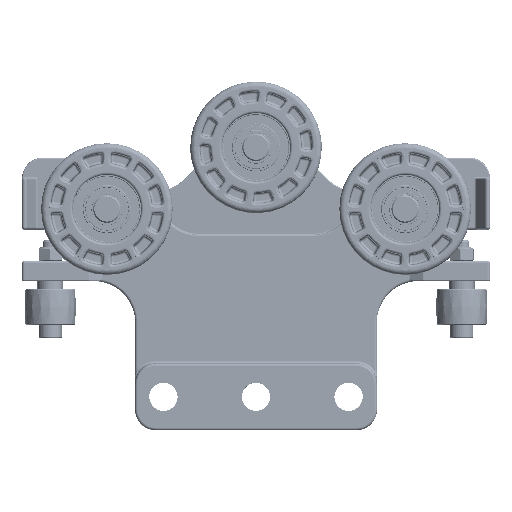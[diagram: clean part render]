
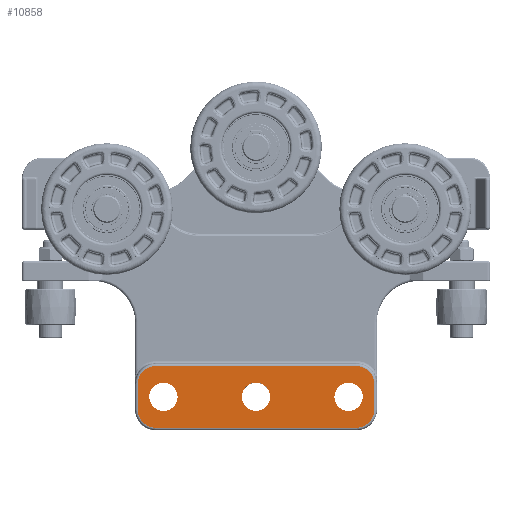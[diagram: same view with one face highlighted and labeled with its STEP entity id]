
A CAD part, top view. The second image highlights one B-rep face of the part: STEP entity #10858.
In plain terms, the highlighted planar face has unit normal (0, 0, 1).
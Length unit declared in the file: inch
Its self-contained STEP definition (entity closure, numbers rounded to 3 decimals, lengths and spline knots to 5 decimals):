
#10573=CARTESIAN_POINT('',(1.6975,-3.79953,0.625));
#10574=VERTEX_POINT('',#10573);
#10582=CARTESIAN_POINT('',(-3.1775,-3.79953,0.625));
#10583=VERTEX_POINT('',#10582);
#10584=CARTESIAN_POINT('',(1.6975,-3.79953,0.625));
#10585=DIRECTION('',(-1.0,0.0,0.0));
#10586=VECTOR('',#10585,4.875);
#10587=LINE('',#10584,#10586);
#10588=EDGE_CURVE('',#10574,#10583,#10587,.T.);
#10606=CARTESIAN_POINT('',(2.135,-3.36203,0.625));
#10607=VERTEX_POINT('',#10606);
#10615=CARTESIAN_POINT('',(1.6975,-3.36203,0.625));
#10616=DIRECTION('',(0.,0.,-1.0));
#10617=DIRECTION('',(0.707,-0.707,0.));
#10618=AXIS2_PLACEMENT_3D('',#10615,#10616,#10617);
#10619=CIRCLE('',#10618,0.4375);
#10620=EDGE_CURVE('',#10607,#10574,#10619,.T.);
#10632=CARTESIAN_POINT('',(-3.615,-3.36203,0.625));
#10633=VERTEX_POINT('',#10632);
#10643=CARTESIAN_POINT('',(-3.1775,-3.36203,0.625));
#10644=DIRECTION('',(0.,0.,-1.));
#10645=DIRECTION('',(-0.707,-0.707,0.));
#10646=AXIS2_PLACEMENT_3D('',#10643,#10644,#10645);
#10647=CIRCLE('',#10646,0.4375);
#10648=EDGE_CURVE('',#10583,#10633,#10647,.T.);
#10658=CARTESIAN_POINT('',(2.135,-2.73703,0.625));
#10659=VERTEX_POINT('',#10658);
#10667=CARTESIAN_POINT('',(2.135,-2.73703,0.625));
#10668=DIRECTION('',(0.0,-1.0,0.0));
#10669=VECTOR('',#10668,0.625);
#10670=LINE('',#10667,#10669);
#10671=EDGE_CURVE('',#10659,#10607,#10670,.T.);
#10683=CARTESIAN_POINT('',(-3.615,-2.73703,0.625));
#10684=VERTEX_POINT('',#10683);
#10694=CARTESIAN_POINT('',(-3.615,-3.36203,0.625));
#10695=DIRECTION('',(0.0,1.0,0.0));
#10696=VECTOR('',#10695,0.625);
#10697=LINE('',#10694,#10696);
#10698=EDGE_CURVE('',#10633,#10684,#10697,.T.);
#10710=CARTESIAN_POINT('',(1.6975,-2.29953,0.625));
#10711=VERTEX_POINT('',#10710);
#10719=CARTESIAN_POINT('',(1.6975,-2.73703,0.625));
#10720=DIRECTION('',(0.,0.,-1.0));
#10721=DIRECTION('',(0.707,0.707,0.));
#10722=AXIS2_PLACEMENT_3D('',#10719,#10720,#10721);
#10723=CIRCLE('',#10722,0.4375);
#10724=EDGE_CURVE('',#10711,#10659,#10723,.T.);
#10742=CARTESIAN_POINT('',(-3.1775,-2.29953,0.625));
#10743=VERTEX_POINT('',#10742);
#10761=CARTESIAN_POINT('',(-3.1775,-2.73703,0.625));
#10762=DIRECTION('',(0.,0.,-1.));
#10763=DIRECTION('',(-0.707,0.707,0.));
#10764=AXIS2_PLACEMENT_3D('',#10761,#10762,#10763);
#10765=CIRCLE('',#10764,0.4375);
#10766=EDGE_CURVE('',#10684,#10743,#10765,.T.);
#10784=CARTESIAN_POINT('',(-3.1775,-2.29953,0.625));
#10785=DIRECTION('',(1.0,0.0,0.0));
#10786=VECTOR('',#10785,4.875);
#10787=LINE('',#10784,#10786);
#10788=EDGE_CURVE('',#10743,#10711,#10787,.T.);
#10810=CARTESIAN_POINT('',(-0.74,-3.02243,0.625));
#10811=DIRECTION('',(0.0,0.0,1.0));
#10812=DIRECTION('',(1.0,0.0,0.0));
#10813=AXIS2_PLACEMENT_3D('',#10810,#10811,#10812);
#10814=PLANE('',#10813);
#10815=ORIENTED_EDGE('',*,*,#10588,.F.);
#10816=ORIENTED_EDGE('',*,*,#10620,.F.);
#10817=ORIENTED_EDGE('',*,*,#10671,.F.);
#10818=ORIENTED_EDGE('',*,*,#10724,.F.);
#10819=ORIENTED_EDGE('',*,*,#10788,.F.);
#10820=ORIENTED_EDGE('',*,*,#10766,.F.);
#10821=ORIENTED_EDGE('',*,*,#10698,.F.);
#10822=ORIENTED_EDGE('',*,*,#10648,.F.);
#10823=EDGE_LOOP('',(#10815,#10816,#10817,#10818,#10819,#10820,#10821,#10822));
#10824=FACE_OUTER_BOUND('',#10823,.T.);
#10825=CARTESIAN_POINT('',(-2.64625,-3.04953,0.625));
#10826=VERTEX_POINT('',#10825);
#10827=CARTESIAN_POINT('',(-2.99,-3.04953,0.625));
#10828=DIRECTION('',(0.0,0.0,-1.0));
#10829=DIRECTION('',(1.0,0.0,0.0));
#10830=AXIS2_PLACEMENT_3D('',#10827,#10828,#10829);
#10831=CIRCLE('',#10830,0.34375);
#10832=EDGE_CURVE('',#10826,#10826,#10831,.T.);
#10833=ORIENTED_EDGE('',*,*,#10832,.T.);
#10834=EDGE_LOOP('',(#10833));
#10835=FACE_BOUND('',#10834,.T.);
#10836=CARTESIAN_POINT('',(-0.39625,-3.04953,0.625));
#10837=VERTEX_POINT('',#10836);
#10838=CARTESIAN_POINT('',(-0.74,-3.04953,0.625));
#10839=DIRECTION('',(0.0,0.0,-1.0));
#10840=DIRECTION('',(1.0,0.0,0.0));
#10841=AXIS2_PLACEMENT_3D('',#10838,#10839,#10840);
#10842=CIRCLE('',#10841,0.34375);
#10843=EDGE_CURVE('',#10837,#10837,#10842,.T.);
#10844=ORIENTED_EDGE('',*,*,#10843,.T.);
#10845=EDGE_LOOP('',(#10844));
#10846=FACE_BOUND('',#10845,.T.);
#10847=CARTESIAN_POINT('',(1.85375,-3.04953,0.625));
#10848=VERTEX_POINT('',#10847);
#10849=CARTESIAN_POINT('',(1.51,-3.04953,0.625));
#10850=DIRECTION('',(0.0,0.0,-1.0));
#10851=DIRECTION('',(1.0,0.0,0.0));
#10852=AXIS2_PLACEMENT_3D('',#10849,#10850,#10851);
#10853=CIRCLE('',#10852,0.34375);
#10854=EDGE_CURVE('',#10848,#10848,#10853,.T.);
#10855=ORIENTED_EDGE('',*,*,#10854,.T.);
#10856=EDGE_LOOP('',(#10855));
#10857=FACE_BOUND('',#10856,.T.);
#10858=ADVANCED_FACE('',(#10824,#10835,#10846,#10857),#10814,.T.);
